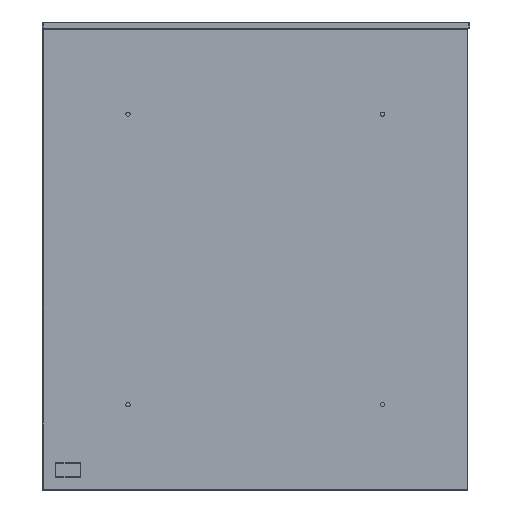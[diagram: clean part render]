
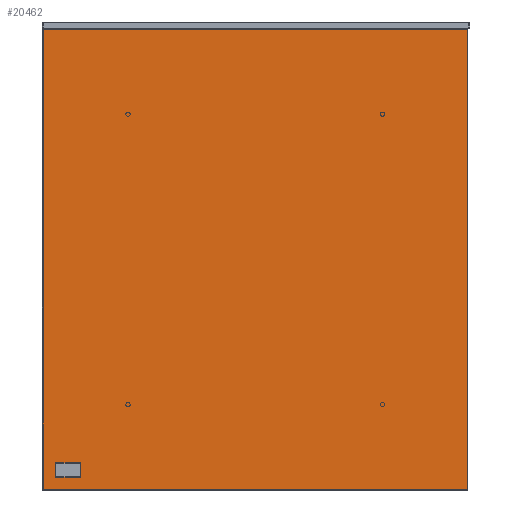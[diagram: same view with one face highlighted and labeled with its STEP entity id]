
A CAD part, left-side view. The second image highlights one B-rep face of the part: STEP entity #20462.
In plain terms, the highlighted planar face has unit normal (-1, 0, 0).
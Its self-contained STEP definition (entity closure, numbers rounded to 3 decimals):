
#20101=CARTESIAN_POINT('',(-3623.565,5493.44,-59.131));
#20102=VERTEX_POINT('',#20101);
#20103=CARTESIAN_POINT('',(-3623.565,5493.44,-596.869));
#20104=VERTEX_POINT('',#20103);
#20105=CARTESIAN_POINT('',(-3623.565,5493.44,-59.131));
#20106=DIRECTION('',(0.0,0.0,-1.0));
#20107=VECTOR('',#20106,537.737);
#20108=LINE('',#20105,#20107);
#20109=EDGE_CURVE('',#20102,#20104,#20108,.T.);
#20141=CARTESIAN_POINT('',(-3623.565,5493.771,-597.2));
#20142=VERTEX_POINT('',#20141);
#20143=CARTESIAN_POINT('',(-3623.565,5493.44,-596.869));
#20144=DIRECTION('',(0.0,0.707,-0.707));
#20145=VECTOR('',#20144,0.469);
#20146=LINE('',#20143,#20145);
#20147=EDGE_CURVE('',#20104,#20142,#20146,.T.);
#20172=CARTESIAN_POINT('',(-3623.565,5989.508,-597.2));
#20173=VERTEX_POINT('',#20172);
#20174=CARTESIAN_POINT('',(-3623.565,5493.771,-597.2));
#20175=DIRECTION('',(0.0,1.0,0.0));
#20176=VECTOR('',#20175,495.737);
#20177=LINE('',#20174,#20176);
#20178=EDGE_CURVE('',#20142,#20173,#20177,.T.);
#20212=CARTESIAN_POINT('',(-3623.565,5989.84,-596.869));
#20213=VERTEX_POINT('',#20212);
#20214=CARTESIAN_POINT('',(-3623.565,5989.508,-597.2));
#20215=DIRECTION('',(0.0,0.707,0.707));
#20216=VECTOR('',#20215,0.469);
#20217=LINE('',#20214,#20216);
#20218=EDGE_CURVE('',#20173,#20213,#20217,.T.);
#20243=CARTESIAN_POINT('',(-3623.565,5989.84,-59.131));
#20244=VERTEX_POINT('',#20243);
#20245=CARTESIAN_POINT('',(-3623.565,5989.84,-596.869));
#20246=DIRECTION('',(0.0,0.0,1.0));
#20247=VECTOR('',#20246,537.737);
#20248=LINE('',#20245,#20247);
#20249=EDGE_CURVE('',#20213,#20244,#20248,.T.);
#20274=CARTESIAN_POINT('',(-3623.565,5989.508,-58.8));
#20275=VERTEX_POINT('',#20274);
#20276=CARTESIAN_POINT('',(-3623.565,5989.84,-59.131));
#20277=DIRECTION('',(0.0,-0.707,0.707));
#20278=VECTOR('',#20277,0.469);
#20279=LINE('',#20276,#20278);
#20280=EDGE_CURVE('',#20244,#20275,#20279,.T.);
#20305=CARTESIAN_POINT('',(-3623.565,5493.771,-58.8));
#20306=VERTEX_POINT('',#20305);
#20307=CARTESIAN_POINT('',(-3623.565,5989.508,-58.8));
#20308=DIRECTION('',(0.0,-1.0,0.0));
#20309=VECTOR('',#20308,495.737);
#20310=LINE('',#20307,#20309);
#20311=EDGE_CURVE('',#20275,#20306,#20310,.T.);
#20334=CARTESIAN_POINT('',(-3623.565,5493.771,-58.8));
#20335=DIRECTION('',(0.0,-0.707,-0.707));
#20336=VECTOR('',#20335,0.469);
#20337=LINE('',#20334,#20336);
#20338=EDGE_CURVE('',#20306,#20102,#20337,.T.);
#20447=CARTESIAN_POINT('',(-3623.565,5741.64,-597.201));
#20448=DIRECTION('',(-1.0,0.0,0.0));
#20449=DIRECTION('',(0.0,0.0,1.0));
#20450=AXIS2_PLACEMENT_3D('',#20447,#20448,#20449);
#20451=PLANE('',#20450);
#20452=ORIENTED_EDGE('',*,*,#20109,.F.);
#20453=ORIENTED_EDGE('',*,*,#20338,.F.);
#20454=ORIENTED_EDGE('',*,*,#20311,.F.);
#20455=ORIENTED_EDGE('',*,*,#20280,.F.);
#20456=ORIENTED_EDGE('',*,*,#20249,.F.);
#20457=ORIENTED_EDGE('',*,*,#20218,.F.);
#20458=ORIENTED_EDGE('',*,*,#20178,.F.);
#20459=ORIENTED_EDGE('',*,*,#20147,.F.);
#20460=EDGE_LOOP('',(#20452,#20453,#20454,#20455,#20456,#20457,#20458,#20459));
#20461=FACE_OUTER_BOUND('',#20460,.T.);
#20462=ADVANCED_FACE('',(#20461),#20451,.T.);
